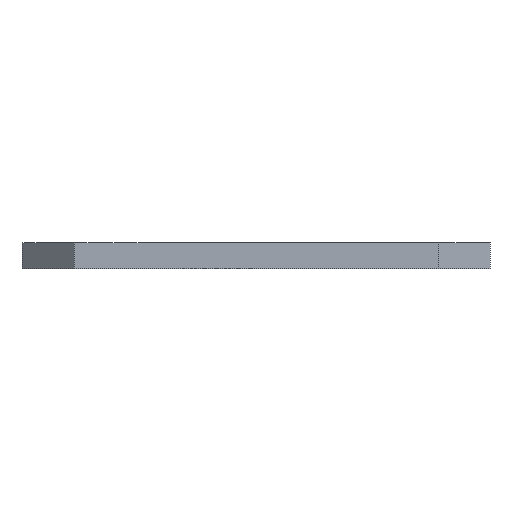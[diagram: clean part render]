
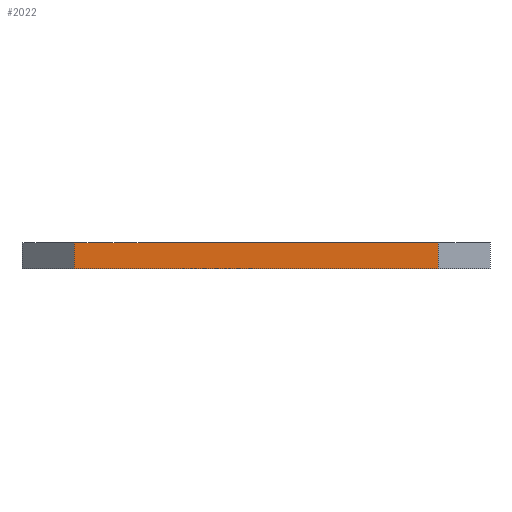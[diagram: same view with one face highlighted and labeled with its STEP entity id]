
A CAD part, front view. The second image highlights one B-rep face of the part: STEP entity #2022.
In plain terms, the highlighted planar face has unit normal (0, -1, 0).
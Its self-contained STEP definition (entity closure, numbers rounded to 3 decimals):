
#119=LINE('',#3222,#208);
#138=LINE('',#3409,#227);
#154=LINE('',#3456,#243);
#155=LINE('',#3457,#244);
#208=VECTOR('',#2581,1000.);
#227=VECTOR('',#2750,1000.);
#243=VECTOR('',#2792,1000.);
#244=VECTOR('',#2793,1000.);
#498=ORIENTED_EDGE('',*,*,#872,.T.);
#499=ORIENTED_EDGE('',*,*,#990,.T.);
#500=ORIENTED_EDGE('',*,*,#965,.F.);
#501=ORIENTED_EDGE('',*,*,#991,.T.);
#872=EDGE_CURVE('',#1122,#1121,#119,.T.);
#965=EDGE_CURVE('',#1214,#1215,#138,.T.);
#990=EDGE_CURVE('',#1121,#1215,#154,.T.);
#991=EDGE_CURVE('',#1214,#1122,#155,.T.);
#1121=VERTEX_POINT('',#3221);
#1122=VERTEX_POINT('',#3223);
#1214=VERTEX_POINT('',#3408);
#1215=VERTEX_POINT('',#3410);
#1528=EDGE_LOOP('',(#498,#499,#500,#501));
#1827=FACE_BOUND('',#1528,.T.);
#1995=PLANE('',#2303);
#2022=ADVANCED_FACE('',(#1827),#1995,.T.);
#2303=AXIS2_PLACEMENT_3D('',#3455,#2790,#2791);
#2581=DIRECTION('',(-1.,0.,0.));
#2750=DIRECTION('',(-1.,0.,0.));
#2790=DIRECTION('',(0.,-1.,0.));
#2791=DIRECTION('',(0.,0.,-1.));
#2792=DIRECTION('',(0.,0.,-1.));
#2793=DIRECTION('',(0.,0.,1.));
#3221=CARTESIAN_POINT('',(-35.,-90.,5.));
#3222=CARTESIAN_POINT('',(45.,-90.,5.));
#3223=CARTESIAN_POINT('',(35.,-90.,5.));
#3408=CARTESIAN_POINT('',(35.,-90.,0.));
#3409=CARTESIAN_POINT('',(45.,-90.,0.));
#3410=CARTESIAN_POINT('',(-35.,-90.,0.));
#3455=CARTESIAN_POINT('',(45.,-90.,5.));
#3456=CARTESIAN_POINT('',(-35.,-90.,5.));
#3457=CARTESIAN_POINT('',(35.,-90.,5.));
